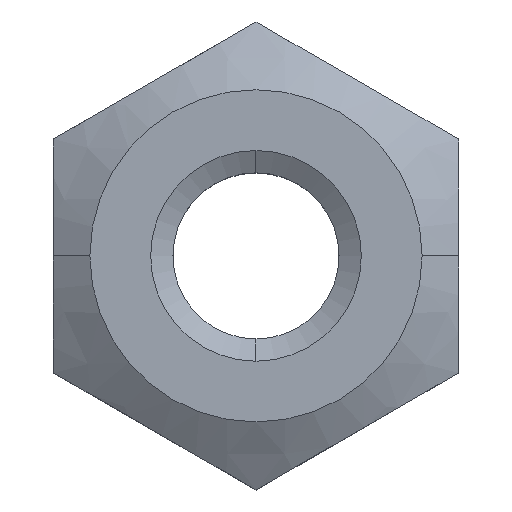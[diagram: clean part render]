
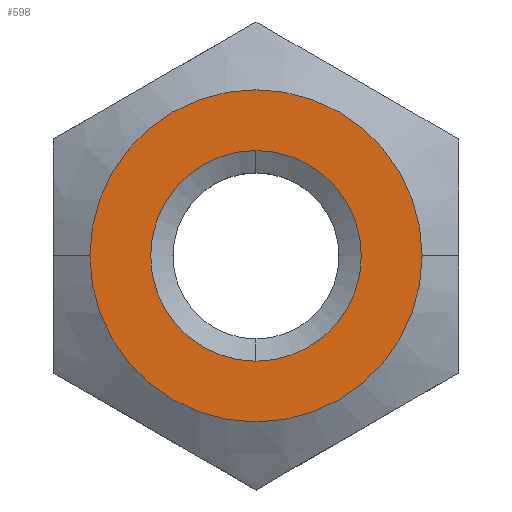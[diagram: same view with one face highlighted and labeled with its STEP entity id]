
A CAD part, top view. The second image highlights one B-rep face of the part: STEP entity #598.
In plain terms, the highlighted planar face has unit normal (0, 0, 1).
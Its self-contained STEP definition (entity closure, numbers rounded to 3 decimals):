
#13 = DIRECTION ( 'NONE',  ( 0., -1., 0. ) ) ;
#32 = CARTESIAN_POINT ( 'NONE',  ( 0., 0., 0. ) ) ;
#41 = ORIENTED_EDGE ( 'NONE', *, *, #189, .T. ) ;
#46 = AXIS2_PLACEMENT_3D ( 'NONE', #359, #363, #13 ) ;
#49 = VERTEX_POINT ( 'NONE', #98 ) ;
#64 = ORIENTED_EDGE ( 'NONE', *, *, #291, .F. ) ;
#97 = DIRECTION ( 'NONE',  ( 1., 0., 0. ) ) ;
#98 = CARTESIAN_POINT ( 'NONE',  ( -2.05, 0., 0. ) ) ;
#182 = AXIS2_PLACEMENT_3D ( 'NONE', #321, #610, #97 ) ;
#189 = EDGE_CURVE ( 'NONE', #303, #49, #282, .T. ) ;
#190 = AXIS2_PLACEMENT_3D ( 'NONE', #267, #411, #313 ) ;
#199 = FACE_OUTER_BOUND ( 'NONE', #504, .T. ) ;
#229 = DIRECTION ( 'NONE',  ( 0., -1., 0. ) ) ;
#248 = AXIS2_PLACEMENT_3D ( 'NONE', #32, #435, #229 ) ;
#251 = VERTEX_POINT ( 'NONE', #513 ) ;
#267 = CARTESIAN_POINT ( 'NONE',  ( 0., 0., 0. ) ) ;
#282 = CIRCLE ( 'NONE', #190, 2.05 ) ;
#286 = AXIS2_PLACEMENT_3D ( 'NONE', #630, #317, #620 ) ;
#291 = EDGE_CURVE ( 'NONE', #251, #343, #364, .T. ) ;
#303 = VERTEX_POINT ( 'NONE', #573 ) ;
#313 = DIRECTION ( 'NONE',  ( 1., 0., 0. ) ) ;
#317 = DIRECTION ( 'NONE',  ( 0., 0., 1. ) ) ;
#319 = ORIENTED_EDGE ( 'NONE', *, *, #437, .F. ) ;
#321 = CARTESIAN_POINT ( 'NONE',  ( 0., 0., 0. ) ) ;
#323 = CARTESIAN_POINT ( 'NONE',  ( 0., -1.3, 0. ) ) ;
#343 = VERTEX_POINT ( 'NONE', #323 ) ;
#359 = CARTESIAN_POINT ( 'NONE',  ( 0., 0., 0. ) ) ;
#363 = DIRECTION ( 'NONE',  ( 0., 0., 1. ) ) ;
#364 = CIRCLE ( 'NONE', #46, 1.3 ) ;
#406 = FACE_BOUND ( 'NONE', #554, .T. ) ;
#411 = DIRECTION ( 'NONE',  ( 0., 0., 1. ) ) ;
#435 = DIRECTION ( 'NONE',  ( 0., 0., 1. ) ) ;
#437 = EDGE_CURVE ( 'NONE', #343, #251, #538, .T. ) ;
#491 = EDGE_CURVE ( 'NONE', #49, #303, #530, .T. ) ;
#504 = EDGE_LOOP ( 'NONE', ( #556, #41 ) ) ;
#513 = CARTESIAN_POINT ( 'NONE',  ( 0., 1.3, 0. ) ) ;
#530 = CIRCLE ( 'NONE', #182, 2.05 ) ;
#538 = CIRCLE ( 'NONE', #248, 1.3 ) ;
#554 = EDGE_LOOP ( 'NONE', ( #319, #64 ) ) ;
#556 = ORIENTED_EDGE ( 'NONE', *, *, #491, .T. ) ;
#569 = PLANE ( 'NONE',  #286 ) ;
#573 = CARTESIAN_POINT ( 'NONE',  ( 2.05, 0., 0. ) ) ;
#598 = ADVANCED_FACE ( 'NONE', ( #406, #199 ), #569, .T. ) ;
#610 = DIRECTION ( 'NONE',  ( 0., 0., 1. ) ) ;
#620 = DIRECTION ( 'NONE',  ( 1., 0., 0. ) ) ;
#630 = CARTESIAN_POINT ( 'NONE',  ( 0., 0., 0. ) ) ;
